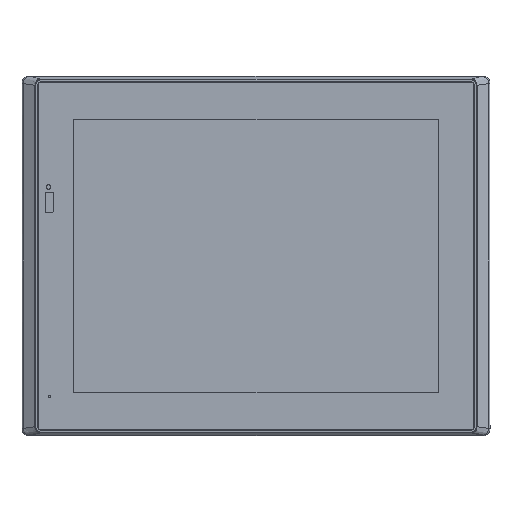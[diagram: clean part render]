
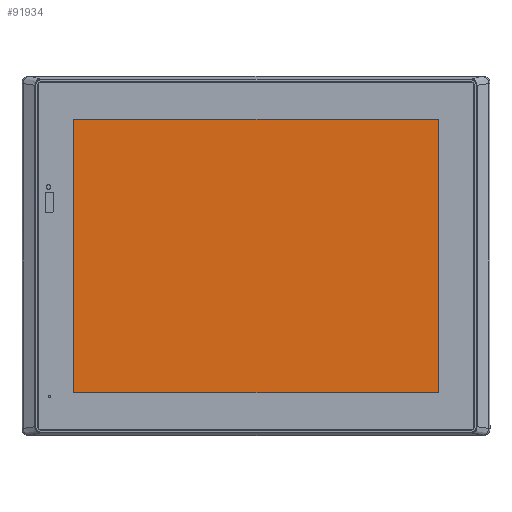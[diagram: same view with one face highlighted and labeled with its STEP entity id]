
A CAD part, top view. The second image highlights one B-rep face of the part: STEP entity #91934.
In plain terms, the highlighted planar face has unit normal (0, 0, 1).
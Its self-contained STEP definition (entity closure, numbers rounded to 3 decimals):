
#5693 = LINE ( 'NONE', #53442, #113103 ) ;
#9705 = VECTOR ( 'NONE', #120272, 1000. ) ;
#10513 = VECTOR ( 'NONE', #79526, 1000. ) ;
#12692 = DIRECTION ( 'NONE',  ( 0., 0., 1. ) ) ;
#14313 = CARTESIAN_POINT ( 'NONE',  ( -124., 93.25, 21.8 ) ) ;
#15223 = LINE ( 'NONE', #146902, #9705 ) ;
#15651 = AXIS2_PLACEMENT_3D ( 'NONE', #108305, #12692, #133342 ) ;
#16645 = ORIENTED_EDGE ( 'NONE', *, *, #54433, .T. ) ;
#16670 = EDGE_LOOP ( 'NONE', ( #16645, #65217, #138432, #96774 ) ) ;
#29443 = VERTEX_POINT ( 'NONE', #48417 ) ;
#38536 = DIRECTION ( 'NONE',  ( 0., -1., 0. ) ) ;
#48417 = CARTESIAN_POINT ( 'NONE',  ( -124., 93.25, 21.8 ) ) ;
#53442 = CARTESIAN_POINT ( 'NONE',  ( -124., -93.25, 21.8 ) ) ;
#54433 = EDGE_CURVE ( 'NONE', #121866, #71492, #15223, .T. ) ;
#65217 = ORIENTED_EDGE ( 'NONE', *, *, #127199, .T. ) ;
#71492 = VERTEX_POINT ( 'NONE', #115736 ) ;
#74558 = LINE ( 'NONE', #14313, #129015 ) ;
#75673 = EDGE_CURVE ( 'NONE', #76017, #121866, #5693, .T. ) ;
#76017 = VERTEX_POINT ( 'NONE', #116226 ) ;
#79526 = DIRECTION ( 'NONE',  ( -1., 0., 0. ) ) ;
#91934 = ADVANCED_FACE ( 'NONE', ( #144360 ), #119277, .T. ) ;
#96774 = ORIENTED_EDGE ( 'NONE', *, *, #75673, .T. ) ;
#100770 = CARTESIAN_POINT ( 'NONE',  ( 124., 93.25, 21.8 ) ) ;
#106803 = CARTESIAN_POINT ( 'NONE',  ( 124., -93.25, 21.8 ) ) ;
#108305 = CARTESIAN_POINT ( 'NONE',  ( 0., 0., 21.8 ) ) ;
#111767 = LINE ( 'NONE', #100770, #10513 ) ;
#113103 = VECTOR ( 'NONE', #150173, 1000. ) ;
#115736 = CARTESIAN_POINT ( 'NONE',  ( 124., 93.25, 21.8 ) ) ;
#116226 = CARTESIAN_POINT ( 'NONE',  ( -124., -93.25, 21.8 ) ) ;
#119277 = PLANE ( 'NONE',  #15651 ) ;
#120272 = DIRECTION ( 'NONE',  ( 0., 1., 0. ) ) ;
#121866 = VERTEX_POINT ( 'NONE', #106803 ) ;
#127199 = EDGE_CURVE ( 'NONE', #71492, #29443, #111767, .T. ) ;
#129015 = VECTOR ( 'NONE', #38536, 1000. ) ;
#133342 = DIRECTION ( 'NONE',  ( 1., 0., 0. ) ) ;
#138432 = ORIENTED_EDGE ( 'NONE', *, *, #143120, .T. ) ;
#143120 = EDGE_CURVE ( 'NONE', #29443, #76017, #74558, .T. ) ;
#144360 = FACE_OUTER_BOUND ( 'NONE', #16670, .T. ) ;
#146902 = CARTESIAN_POINT ( 'NONE',  ( 124., -93.25, 21.8 ) ) ;
#150173 = DIRECTION ( 'NONE',  ( 1., 0., 0. ) ) ;
